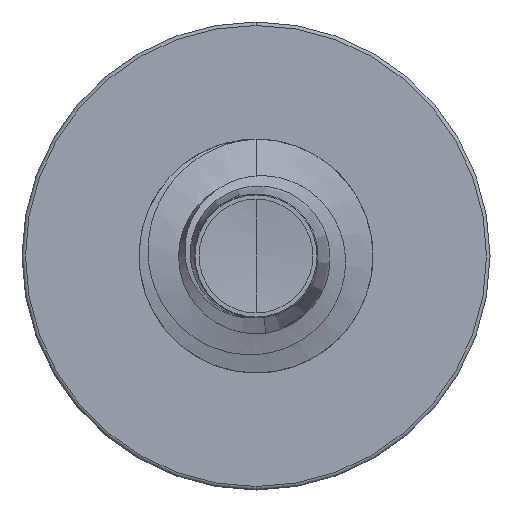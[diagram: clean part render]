
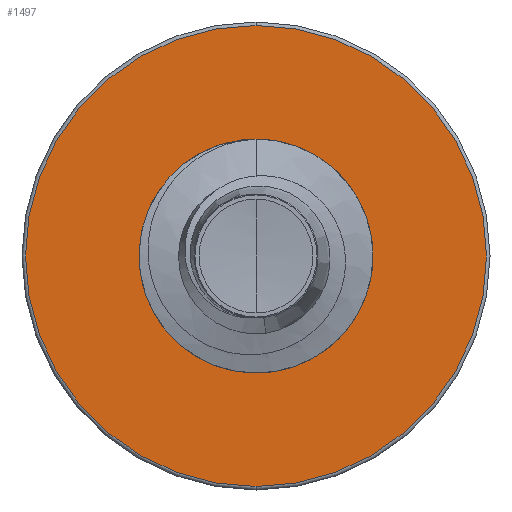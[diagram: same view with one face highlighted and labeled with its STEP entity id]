
A CAD part, front view. The second image highlights one B-rep face of the part: STEP entity #1497.
In plain terms, the highlighted planar face has unit normal (0, -1, 0).
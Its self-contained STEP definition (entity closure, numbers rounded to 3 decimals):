
#155 = AXIS2_PLACEMENT_3D ( 'NONE', #11867, #6435, #717 ) ;
#411 = AXIS2_PLACEMENT_3D ( 'NONE', #1498, #8163, #2494 ) ;
#475 = CIRCLE ( 'NONE', #8393, 7.88 ) ;
#717 = DIRECTION ( 'NONE',  ( 0., 0., 1. ) ) ;
#1084 = EDGE_LOOP ( 'NONE', ( #4915, #5107 ) ) ;
#1167 = VERTEX_POINT ( 'NONE', #10425 ) ;
#1497 = ADVANCED_FACE ( 'NONE', ( #5391, #5570 ), #9214, .F. ) ;
#1498 = CARTESIAN_POINT ( 'NONE',  ( 0., 10., 0. ) ) ;
#1549 = AXIS2_PLACEMENT_3D ( 'NONE', #4067, #10583, #5020 ) ;
#1608 = CARTESIAN_POINT ( 'NONE',  ( 0., 10., -3.694 ) ) ;
#1899 = VERTEX_POINT ( 'NONE', #10963 ) ;
#2065 = ORIENTED_EDGE ( 'NONE', *, *, #7273, .T. ) ;
#2494 = DIRECTION ( 'NONE',  ( 0., 0., 1. ) ) ;
#2829 = VERTEX_POINT ( 'NONE', #10400 ) ;
#2935 = DIRECTION ( 'NONE',  ( 0., 1., 0. ) ) ;
#3323 = AXIS2_PLACEMENT_3D ( 'NONE', #1608, #10118, #4492 ) ;
#3770 = CIRCLE ( 'NONE', #411, 7.88 ) ;
#4067 = CARTESIAN_POINT ( 'NONE',  ( 0., 10., 0. ) ) ;
#4492 = DIRECTION ( 'NONE',  ( 0., 0., 1. ) ) ;
#4915 = ORIENTED_EDGE ( 'NONE', *, *, #6195, .F. ) ;
#5020 = DIRECTION ( 'NONE',  ( 0., 0., 1. ) ) ;
#5107 = ORIENTED_EDGE ( 'NONE', *, *, #5594, .F. ) ;
#5391 = FACE_OUTER_BOUND ( 'NONE', #1084, .T. ) ;
#5570 = FACE_BOUND ( 'NONE', #8466, .T. ) ;
#5594 = EDGE_CURVE ( 'NONE', #2829, #1167, #3770, .T. ) ;
#5626 = ORIENTED_EDGE ( 'NONE', *, *, #5951, .T. ) ;
#5951 = EDGE_CURVE ( 'NONE', #1899, #7783, #6529, .T. ) ;
#6195 = EDGE_CURVE ( 'NONE', #1167, #2829, #475, .T. ) ;
#6435 = DIRECTION ( 'NONE',  ( 0., 1., 0. ) ) ;
#6529 = CIRCLE ( 'NONE', #155, 3.694 ) ;
#7273 = EDGE_CURVE ( 'NONE', #7783, #1899, #10166, .T. ) ;
#7783 = VERTEX_POINT ( 'NONE', #10069 ) ;
#8163 = DIRECTION ( 'NONE',  ( 0., 1., 0. ) ) ;
#8393 = AXIS2_PLACEMENT_3D ( 'NONE', #8596, #2935, #9540 ) ;
#8466 = EDGE_LOOP ( 'NONE', ( #5626, #2065 ) ) ;
#8596 = CARTESIAN_POINT ( 'NONE',  ( 0., 10., 0. ) ) ;
#9214 = PLANE ( 'NONE',  #3323 ) ;
#9540 = DIRECTION ( 'NONE',  ( 0., 0., 1. ) ) ;
#10069 = CARTESIAN_POINT ( 'NONE',  ( 0., 10., -3.694 ) ) ;
#10118 = DIRECTION ( 'NONE',  ( 0., 1., 0. ) ) ;
#10166 = CIRCLE ( 'NONE', #1549, 3.694 ) ;
#10400 = CARTESIAN_POINT ( 'NONE',  ( 0., 10., -7.88 ) ) ;
#10425 = CARTESIAN_POINT ( 'NONE',  ( 0., 10., 7.88 ) ) ;
#10583 = DIRECTION ( 'NONE',  ( 0., 1., 0. ) ) ;
#10963 = CARTESIAN_POINT ( 'NONE',  ( 0., 10., 3.694 ) ) ;
#11867 = CARTESIAN_POINT ( 'NONE',  ( 0., 10., 0. ) ) ;
